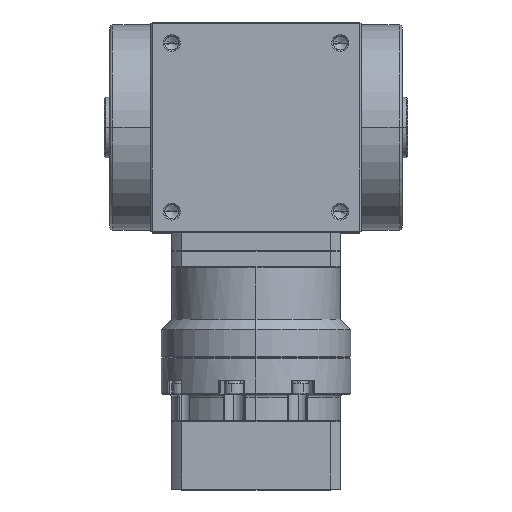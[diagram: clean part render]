
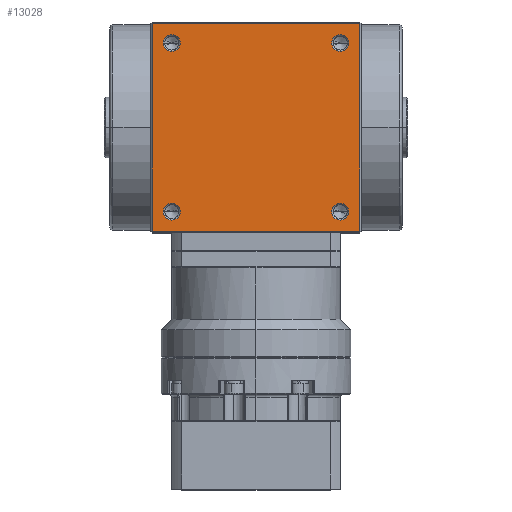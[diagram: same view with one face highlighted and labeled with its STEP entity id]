
A CAD part, top view. The second image highlights one B-rep face of the part: STEP entity #13028.
In plain terms, the highlighted planar face has unit normal (0, 0, 1).
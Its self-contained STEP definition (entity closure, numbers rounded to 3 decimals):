
#567 = DIRECTION ( 'NONE',  ( -1., 0., 0. ) ) ;
#596 = DIRECTION ( 'NONE',  ( -1., 0., 0. ) ) ;
#1115 = DIRECTION ( 'NONE',  ( -1., 0., 0. ) ) ;
#1506 = CIRCLE ( 'NONE', #2946, 3. ) ;
#1551 = EDGE_CURVE ( 'NONE', #25665, #12420, #3903, .T. ) ;
#1795 = CARTESIAN_POINT ( 'NONE',  ( -30., 30., 37.5 ) ) ;
#1917 = DIRECTION ( 'NONE',  ( 0., 0., -1. ) ) ;
#1998 = CARTESIAN_POINT ( 'NONE',  ( -37., 0., 37.5 ) ) ;
#2415 = EDGE_LOOP ( 'NONE', ( #27111, #2617 ) ) ;
#2567 = CIRCLE ( 'NONE', #6436, 3. ) ;
#2617 = ORIENTED_EDGE ( 'NONE', *, *, #3634, .T. ) ;
#2638 = ORIENTED_EDGE ( 'NONE', *, *, #16040, .T. ) ;
#2946 = AXIS2_PLACEMENT_3D ( 'NONE', #14418, #12306, #1115 ) ;
#3156 = VECTOR ( 'NONE', #19571, 1000. ) ;
#3634 = EDGE_CURVE ( 'NONE', #19438, #18145, #27350, .T. ) ;
#3903 = CIRCLE ( 'NONE', #22224, 3. ) ;
#4161 = CARTESIAN_POINT ( 'NONE',  ( -33., 30., 37.5 ) ) ;
#4329 = ORIENTED_EDGE ( 'NONE', *, *, #5072, .T. ) ;
#4820 = VECTOR ( 'NONE', #11297, 1000. ) ;
#5072 = EDGE_CURVE ( 'NONE', #22610, #9913, #26266, .T. ) ;
#5127 = CARTESIAN_POINT ( 'NONE',  ( 37., 37., 37.5 ) ) ;
#5301 = VERTEX_POINT ( 'NONE', #4161 ) ;
#5648 = EDGE_CURVE ( 'NONE', #15811, #12165, #24994, .T. ) ;
#6436 = AXIS2_PLACEMENT_3D ( 'NONE', #21576, #14317, #567 ) ;
#7435 = CARTESIAN_POINT ( 'NONE',  ( -33., -30., 37.5 ) ) ;
#7654 = CARTESIAN_POINT ( 'NONE',  ( 0., 0., 37.5 ) ) ;
#8098 = CARTESIAN_POINT ( 'NONE',  ( -37., -37., 37.5 ) ) ;
#8194 = CIRCLE ( 'NONE', #16891, 3. ) ;
#8523 = EDGE_LOOP ( 'NONE', ( #15875, #17859 ) ) ;
#8892 = DIRECTION ( 'NONE',  ( 0., 0., -1. ) ) ;
#9310 = ORIENTED_EDGE ( 'NONE', *, *, #5648, .T. ) ;
#9775 = DIRECTION ( 'NONE',  ( 0., 0., -1. ) ) ;
#9913 = VERTEX_POINT ( 'NONE', #5127 ) ;
#10365 = CARTESIAN_POINT ( 'NONE',  ( 0., -37., 37.5 ) ) ;
#10759 = ORIENTED_EDGE ( 'NONE', *, *, #17415, .T. ) ;
#11088 = EDGE_CURVE ( 'NONE', #12165, #22610, #21389, .T. ) ;
#11214 = DIRECTION ( 'NONE',  ( 0., -1., 0. ) ) ;
#11297 = DIRECTION ( 'NONE',  ( -1., 0., 0. ) ) ;
#11358 = VERTEX_POINT ( 'NONE', #23491 ) ;
#11606 = ORIENTED_EDGE ( 'NONE', *, *, #11088, .T. ) ;
#12018 = FACE_BOUND ( 'NONE', #14796, .T. ) ;
#12165 = VERTEX_POINT ( 'NONE', #8098 ) ;
#12306 = DIRECTION ( 'NONE',  ( 0., 0., -1. ) ) ;
#12338 = CARTESIAN_POINT ( 'NONE',  ( 30., 30., 37.5 ) ) ;
#12420 = VERTEX_POINT ( 'NONE', #23045 ) ;
#12497 = ORIENTED_EDGE ( 'NONE', *, *, #1551, .T. ) ;
#13028 = ADVANCED_FACE ( 'NONE', ( #14440, #28411, #25517, #12018, #25973 ), #28101, .F. ) ;
#13069 = VECTOR ( 'NONE', #11214, 1000. ) ;
#14317 = DIRECTION ( 'NONE',  ( 0., 0., -1. ) ) ;
#14418 = CARTESIAN_POINT ( 'NONE',  ( 30., 30., 37.5 ) ) ;
#14440 = FACE_BOUND ( 'NONE', #29236, .T. ) ;
#14796 = EDGE_LOOP ( 'NONE', ( #14993, #10759 ) ) ;
#14993 = ORIENTED_EDGE ( 'NONE', *, *, #16928, .T. ) ;
#15128 = CARTESIAN_POINT ( 'NONE',  ( 30., -30., 37.5 ) ) ;
#15592 = EDGE_CURVE ( 'NONE', #12420, #25665, #8194, .T. ) ;
#15811 = VERTEX_POINT ( 'NONE', #20998 ) ;
#15838 = CARTESIAN_POINT ( 'NONE',  ( 0., 37., 37.5 ) ) ;
#15875 = ORIENTED_EDGE ( 'NONE', *, *, #16861, .T. ) ;
#16040 = EDGE_CURVE ( 'NONE', #9913, #15811, #18244, .T. ) ;
#16272 = DIRECTION ( 'NONE',  ( -1., 0., 0. ) ) ;
#16540 = VECTOR ( 'NONE', #26418, 1000. ) ;
#16861 = EDGE_CURVE ( 'NONE', #23777, #11358, #1506, .T. ) ;
#16891 = AXIS2_PLACEMENT_3D ( 'NONE', #15128, #19946, #24369 ) ;
#16928 = EDGE_CURVE ( 'NONE', #18746, #5301, #22729, .T. ) ;
#17415 = EDGE_CURVE ( 'NONE', #5301, #18746, #23259, .T. ) ;
#17650 = CARTESIAN_POINT ( 'NONE',  ( -30., -30., 37.5 ) ) ;
#17789 = DIRECTION ( 'NONE',  ( -1., 0., 0. ) ) ;
#17859 = ORIENTED_EDGE ( 'NONE', *, *, #29724, .T. ) ;
#17873 = CARTESIAN_POINT ( 'NONE',  ( -27., -30., 37.5 ) ) ;
#18145 = VERTEX_POINT ( 'NONE', #17873 ) ;
#18244 = LINE ( 'NONE', #15838, #4820 ) ;
#18697 = DIRECTION ( 'NONE',  ( -1., 0., 0. ) ) ;
#18746 = VERTEX_POINT ( 'NONE', #26725 ) ;
#18992 = DIRECTION ( 'NONE',  ( 0., 0., -1. ) ) ;
#19438 = VERTEX_POINT ( 'NONE', #7435 ) ;
#19571 = DIRECTION ( 'NONE',  ( 1., 0., 0. ) ) ;
#19844 = DIRECTION ( 'NONE',  ( -1., 0., 0. ) ) ;
#19946 = DIRECTION ( 'NONE',  ( 0., 0., -1. ) ) ;
#20010 = AXIS2_PLACEMENT_3D ( 'NONE', #17650, #1917, #17789 ) ;
#20137 = DIRECTION ( 'NONE',  ( 0., 0., -1. ) ) ;
#20998 = CARTESIAN_POINT ( 'NONE',  ( -37., 37., 37.5 ) ) ;
#21389 = LINE ( 'NONE', #10365, #3156 ) ;
#21498 = CARTESIAN_POINT ( 'NONE',  ( 27., -30., 37.5 ) ) ;
#21561 = DIRECTION ( 'NONE',  ( -1., 0., 0. ) ) ;
#21576 = CARTESIAN_POINT ( 'NONE',  ( -30., -30., 37.5 ) ) ;
#22148 = CARTESIAN_POINT ( 'NONE',  ( 37., -37., 37.5 ) ) ;
#22224 = AXIS2_PLACEMENT_3D ( 'NONE', #28614, #26464, #596 ) ;
#22610 = VERTEX_POINT ( 'NONE', #22148 ) ;
#22729 = CIRCLE ( 'NONE', #23720, 3. ) ;
#23045 = CARTESIAN_POINT ( 'NONE',  ( 33., -30., 37.5 ) ) ;
#23259 = CIRCLE ( 'NONE', #24238, 3. ) ;
#23491 = CARTESIAN_POINT ( 'NONE',  ( 27., 30., 37.5 ) ) ;
#23720 = AXIS2_PLACEMENT_3D ( 'NONE', #25006, #20137, #19844 ) ;
#23777 = VERTEX_POINT ( 'NONE', #29333 ) ;
#24125 = CARTESIAN_POINT ( 'NONE',  ( 37., 0., 37.5 ) ) ;
#24238 = AXIS2_PLACEMENT_3D ( 'NONE', #1795, #8892, #18697 ) ;
#24369 = DIRECTION ( 'NONE',  ( -1., 0., 0. ) ) ;
#24662 = ORIENTED_EDGE ( 'NONE', *, *, #15592, .T. ) ;
#24994 = LINE ( 'NONE', #1998, #13069 ) ;
#25006 = CARTESIAN_POINT ( 'NONE',  ( -30., 30., 37.5 ) ) ;
#25517 = FACE_BOUND ( 'NONE', #8523, .T. ) ;
#25665 = VERTEX_POINT ( 'NONE', #21498 ) ;
#25973 = FACE_OUTER_BOUND ( 'NONE', #26995, .T. ) ;
#26266 = LINE ( 'NONE', #24125, #16540 ) ;
#26418 = DIRECTION ( 'NONE',  ( 0., 1., 0. ) ) ;
#26464 = DIRECTION ( 'NONE',  ( 0., 0., -1. ) ) ;
#26725 = CARTESIAN_POINT ( 'NONE',  ( -27., 30., 37.5 ) ) ;
#26773 = AXIS2_PLACEMENT_3D ( 'NONE', #7654, #9775, #16272 ) ;
#26995 = EDGE_LOOP ( 'NONE', ( #9310, #11606, #4329, #2638 ) ) ;
#27111 = ORIENTED_EDGE ( 'NONE', *, *, #27862, .T. ) ;
#27350 = CIRCLE ( 'NONE', #20010, 3. ) ;
#27862 = EDGE_CURVE ( 'NONE', #18145, #19438, #2567, .T. ) ;
#28101 = PLANE ( 'NONE',  #26773 ) ;
#28124 = CIRCLE ( 'NONE', #29593, 3. ) ;
#28411 = FACE_BOUND ( 'NONE', #2415, .T. ) ;
#28614 = CARTESIAN_POINT ( 'NONE',  ( 30., -30., 37.5 ) ) ;
#29236 = EDGE_LOOP ( 'NONE', ( #24662, #12497 ) ) ;
#29333 = CARTESIAN_POINT ( 'NONE',  ( 33., 30., 37.5 ) ) ;
#29593 = AXIS2_PLACEMENT_3D ( 'NONE', #12338, #18992, #21561 ) ;
#29724 = EDGE_CURVE ( 'NONE', #11358, #23777, #28124, .T. ) ;
